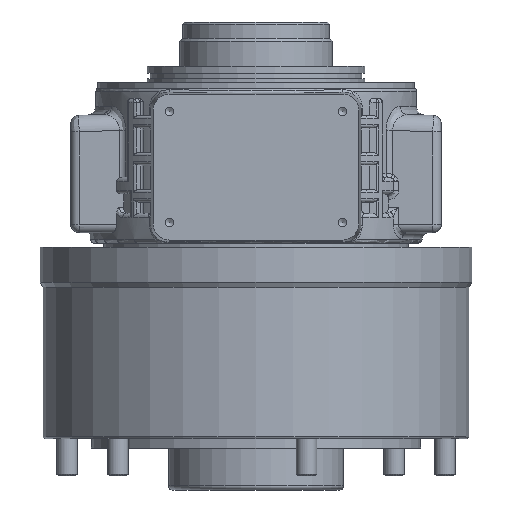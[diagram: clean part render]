
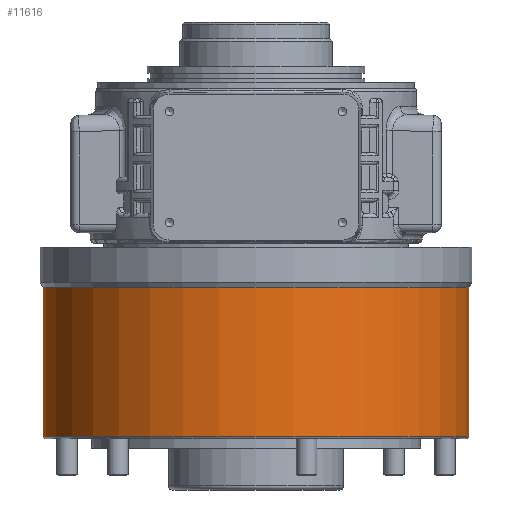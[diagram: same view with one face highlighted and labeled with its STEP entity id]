
A CAD part, front view. The second image highlights one B-rep face of the part: STEP entity #11616.
In plain terms, the highlighted cylindrical face has radius 103.5 mm (diameter 207 mm), a full revolution.
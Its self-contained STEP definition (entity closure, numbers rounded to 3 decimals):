
#2566=FACE_BOUND('',#4045,.T.);
#2771=CYLINDRICAL_SURFACE('',#12589,103.5);
#3143=FACE_OUTER_BOUND('',#4044,.T.);
#4044=EDGE_LOOP('',(#8485));
#4045=EDGE_LOOP('',(#8486));
#4944=CIRCLE('',#12588,103.5);
#4945=CIRCLE('',#12590,103.5);
#5687=VERTEX_POINT('',#17742);
#5688=VERTEX_POINT('',#17745);
#6762=EDGE_CURVE('',#5687,#5687,#4944,.T.);
#6763=EDGE_CURVE('',#5688,#5688,#4945,.T.);
#8485=ORIENTED_EDGE('',*,*,#6762,.T.);
#8486=ORIENTED_EDGE('',*,*,#6763,.F.);
#11616=ADVANCED_FACE('',(#3143,#2566),#2771,.T.);
#12588=AXIS2_PLACEMENT_3D('',#17743,#14430,#14431);
#12589=AXIS2_PLACEMENT_3D('',#17744,#14432,#14433);
#12590=AXIS2_PLACEMENT_3D('',#17746,#14434,#14435);
#14430=DIRECTION('center_axis',(0.,0.,-1.));
#14431=DIRECTION('ref_axis',(1.,0.,0.));
#14432=DIRECTION('center_axis',(0.,0.,-1.));
#14433=DIRECTION('ref_axis',(0.,1.,0.));
#14434=DIRECTION('center_axis',(0.,0.,-1.));
#14435=DIRECTION('ref_axis',(1.,0.,0.));
#17742=CARTESIAN_POINT('',(0.,103.5,-99.));
#17743=CARTESIAN_POINT('Origin',(0.,0.,-99.));
#17744=CARTESIAN_POINT('Origin',(0.,0.,-135.25));
#17745=CARTESIAN_POINT('',(0.,103.5,-171.5));
#17746=CARTESIAN_POINT('Origin',(0.,0.,-171.5));
